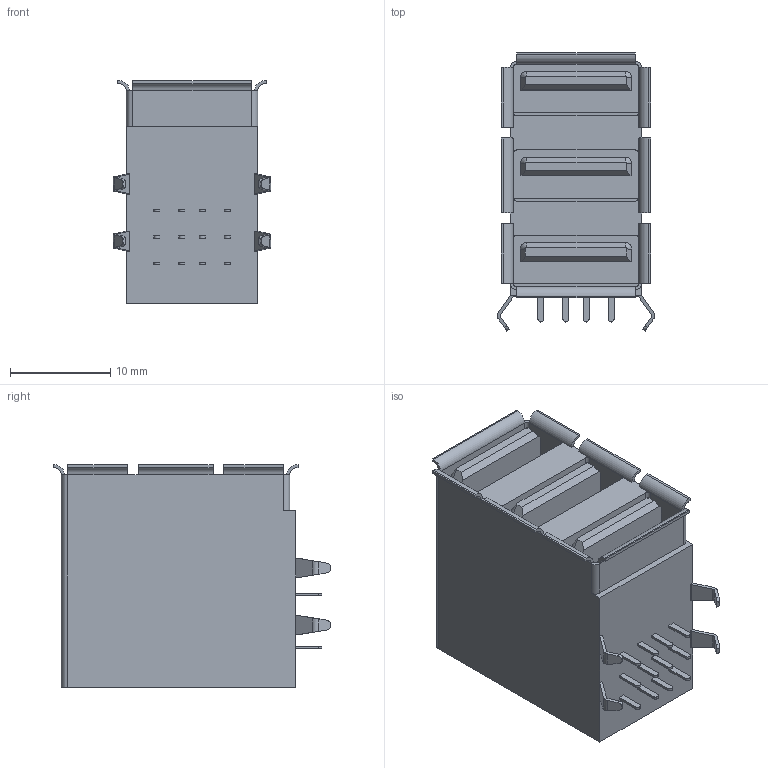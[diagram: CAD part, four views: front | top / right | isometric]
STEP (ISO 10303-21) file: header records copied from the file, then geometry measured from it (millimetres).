
FILE_DESCRIPTION(/* description */ (''),/* implementation_level */ '2;1');
FILE_NAME(/* name */ '824-33-1-xx-xx.stp',/* time_stamp */ '2015-03-16T13:50:48+01:00',/* author */ ('Andreas.Larin'),/* organization */ (''),/* preprocessor_version */ 'ST-DEVELOPER v15.6',/* originating_system */ 'Autodesk Inventor 2015',/* authorisation */ '');
FILE_SCHEMA (('AUTOMOTIVE_DESIGN { 1 0 10303 214 3 1 1 }'));
Length unit declared in the file: millimetre
Products named in the file (1): 824-1-1-xx-xx
Bounding box: 15.7 x 27.73 x 22.2 mm (x, y, z)
Volume: 5524 mm3; surface area: 3870.9 mm2
Topology: 1 solids, 1 shells, 253 faces, 630 edges, 394 vertices
Faces by surface type: plane 181, cylinder 66, cone 6
Entity records: 7430 total; most frequent: DIRECTION 1284, CARTESIAN_POINT 1278, ORIENTED_EDGE 1260, EDGE_CURVE 630, LINE 484, VECTOR 484, AXIS2_PLACEMENT_3D 400, VERTEX_POINT 394
